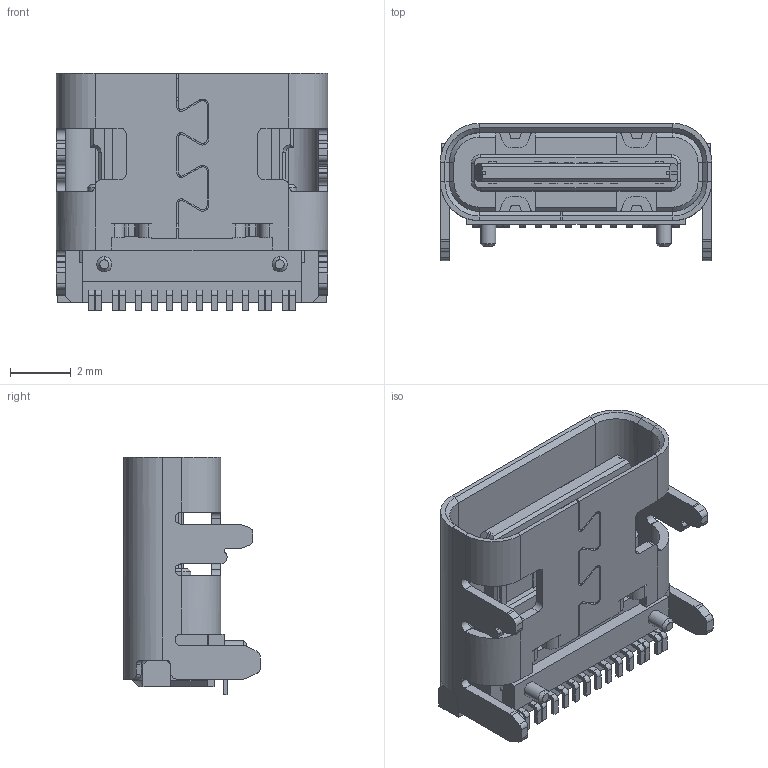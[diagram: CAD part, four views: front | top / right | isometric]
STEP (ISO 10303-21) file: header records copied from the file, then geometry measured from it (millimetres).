
FILE_DESCRIPTION (( 'STEP AP214' ), '1' );
FILE_NAME ('KH-TYPE-C-16P.STEP', '2025-03-13T02:25:47', ( '' ), ( '' ), 'SwSTEP 2.0', 'SolidWorks 2021', '' );
FILE_SCHEMA (( 'AUTOMOTIVE_DESIGN' ));
Length unit declared in the file: millimetre
Products named in the file (1): KH-TYPE-C-16P
Bounding box: 8.94 x 4.51 x 7.81 mm (x, y, z)
Volume: 117.1 mm3; surface area: 511.8 mm2
Topology: 36 solids, 36 shells, 751 faces, 1962 edges, 1274 vertices
Faces by surface type: plane 538, cylinder 183, cone 28, bspline 2
Entity records: 23337 total; most frequent: CARTESIAN_POINT 4186, ORIENTED_EDGE 3924, DIRECTION 3836, EDGE_CURVE 1962, VECTOR 1536, LINE 1536, VERTEX_POINT 1274, AXIS2_PLACEMENT_3D 1150
